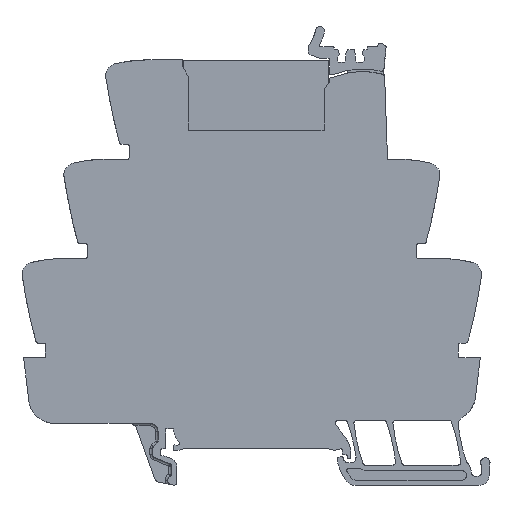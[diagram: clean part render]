
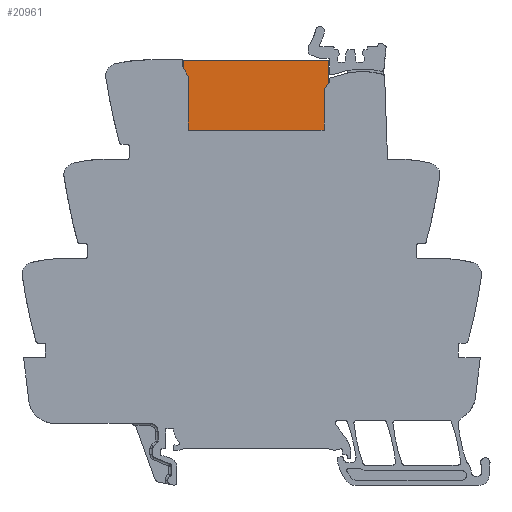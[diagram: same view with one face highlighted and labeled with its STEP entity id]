
A CAD part, left-side view. The second image highlights one B-rep face of the part: STEP entity #20961.
In plain terms, the highlighted planar face has unit normal (-1, 0, 0).
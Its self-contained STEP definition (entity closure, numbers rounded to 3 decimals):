
#20934=AXIS2_PLACEMENT_3D('Plane Axis2P3D',#20931,#20932,#20933) ;
#20895=CARTESIAN_POINT('Line Origine',(0.6,58.66,73.9)) ;
#20899=CARTESIAN_POINT('Vertex',(0.6,58.66,81.4)) ;
#20901=CARTESIAN_POINT('Vertex',(0.6,58.66,66.4)) ;
#20931=CARTESIAN_POINT('Axis2P3D Location',(0.6,44.76,66.4)) ;
#20936=CARTESIAN_POINT('Line Origine',(0.6,30.86,73.9)) ;
#20940=CARTESIAN_POINT('Vertex',(0.6,30.86,81.4)) ;
#20942=CARTESIAN_POINT('Vertex',(0.6,30.86,66.4)) ;
#20945=CARTESIAN_POINT('Line Origine',(0.6,44.76,81.4)) ;
#20950=CARTESIAN_POINT('Line Origine',(0.6,44.76,66.4)) ;
#20896=DIRECTION('Vector Direction',(0.,0.,-1.)) ;
#20932=DIRECTION('Axis2P3D Direction',(1.,0.,0.)) ;
#20933=DIRECTION('Axis2P3D XDirection',(0.,1.,0.)) ;
#20937=DIRECTION('Vector Direction',(0.,0.,-1.)) ;
#20946=DIRECTION('Vector Direction',(0.,-1.,0.)) ;
#20951=DIRECTION('Vector Direction',(0.,1.,0.)) ;
#20897=VECTOR('Line Direction',#20896,1.) ;
#20938=VECTOR('Line Direction',#20937,1.) ;
#20947=VECTOR('Line Direction',#20946,1.) ;
#20952=VECTOR('Line Direction',#20951,1.) ;
#20956=ORIENTED_EDGE('',*,*,#20944,.F.) ;
#20957=ORIENTED_EDGE('',*,*,#20949,.F.) ;
#20958=ORIENTED_EDGE('',*,*,#20903,.T.) ;
#20959=ORIENTED_EDGE('',*,*,#20954,.T.) ;
#20961=ADVANCED_FACE('RSS-RELAIS',(#20960),#20935,.F.) ;
#20903=EDGE_CURVE('',#20900,#20902,#20898,.T.) ;
#20944=EDGE_CURVE('',#20941,#20943,#20939,.T.) ;
#20949=EDGE_CURVE('',#20900,#20941,#20948,.T.) ;
#20954=EDGE_CURVE('',#20902,#20943,#20953,.F.) ;
#20955=EDGE_LOOP('',(#20956,#20957,#20958,#20959)) ;
#20960=FACE_OUTER_BOUND('',#20955,.T.) ;
#20898=LINE('Line',#20895,#20897) ;
#20939=LINE('Line',#20936,#20938) ;
#20948=LINE('Line',#20945,#20947) ;
#20953=LINE('Line',#20950,#20952) ;
#20935=PLANE('',#20934) ;
#20900=VERTEX_POINT('',#20899) ;
#20902=VERTEX_POINT('',#20901) ;
#20941=VERTEX_POINT('',#20940) ;
#20943=VERTEX_POINT('',#20942) ;
